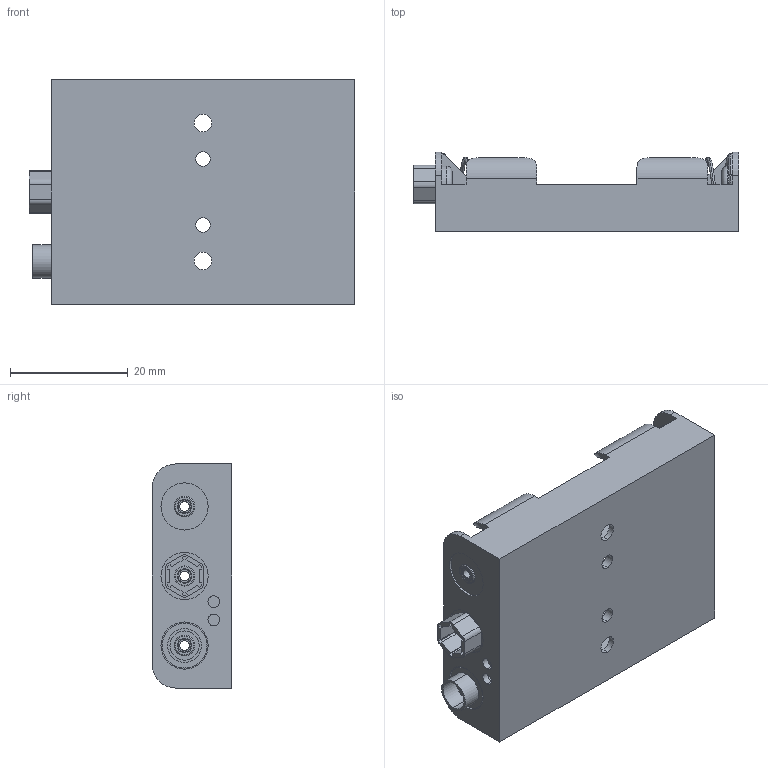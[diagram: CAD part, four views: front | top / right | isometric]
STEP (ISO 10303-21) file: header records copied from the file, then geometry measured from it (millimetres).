
FILE_DESCRIPTION (( 'STEP AP214' ), '1' );
FILE_NAME ('BC3AAASF.STEP', '2019-12-04T07:14:32', ( '' ), ( '' ), 'SwSTEP 2.0', 'SolidWorks 2016', '' );
FILE_SCHEMA (( 'AUTOMOTIVE_DESIGN' ));
Length unit declared in the file: millimetre
Products named in the file (1): BC3AAASF
Bounding box: 55.19 x 13.5 x 38 mm (x, y, z)
Volume: 5928.6 mm3; surface area: 10863.4 mm2
Topology: 8 solids, 8 shells, 521 faces, 1275 edges, 826 vertices
Faces by surface type: plane 276, cylinder 167, torus 72, bspline 6
Entity records: 20691 total; most frequent: CARTESIAN_POINT 7882, DIRECTION 2736, ORIENTED_EDGE 2550, EDGE_CURVE 1275, AXIS2_PLACEMENT_3D 988, VERTEX_POINT 826, VECTOR 760, LINE 760
